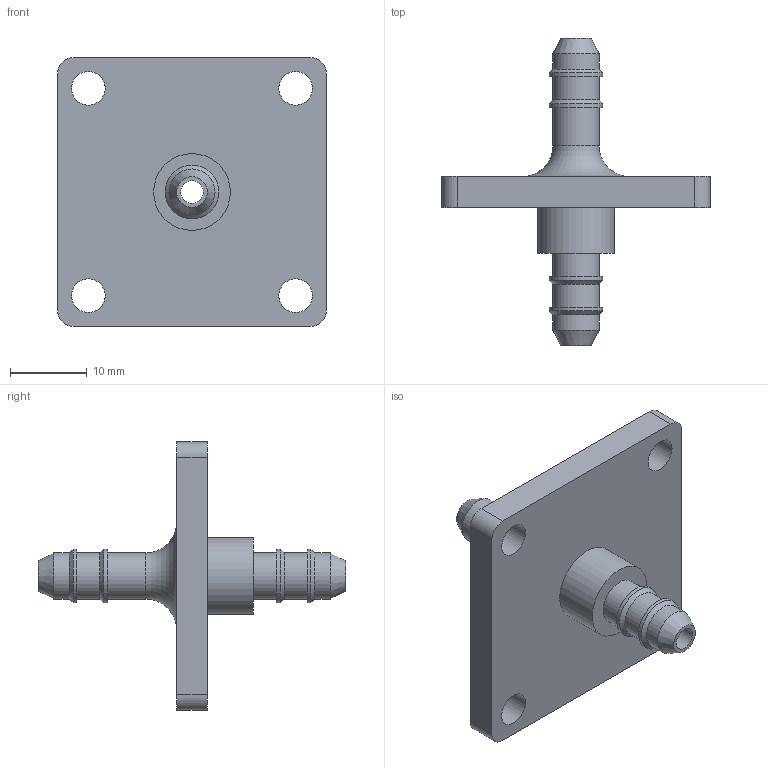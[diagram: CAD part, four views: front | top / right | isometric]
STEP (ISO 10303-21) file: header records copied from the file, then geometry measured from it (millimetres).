
FILE_DESCRIPTION(/* description */ (''),/* implementation_level */ '2;1');
FILE_NAME(/* name */ 'pneumatic-connector-o2-V3 v1.step',/* time_stamp */ '2020-04-02T17:10:28+02:00',/* author */ (''),/* organization */ (''),/* preprocessor_version */ 'ST-DEVELOPER v18',/* originating_system */ 'Autodesk Translation Framework v8.12.0.6',/* authorisation */ '');
FILE_SCHEMA (('AUTOMOTIVE_DESIGN { 1 0 10303 214 3 1 1 }'));
Length unit declared in the file: millimetre
Products named in the file (1): pneumatic-connector-o2-V3
Bounding box: 35 x 40 x 35 mm (x, y, z)
Volume: 5760.6 mm3; surface area: 4211.1 mm2
Topology: 1 solids, 1 shells, 40 faces, 84 edges, 53 vertices
Faces by surface type: cylinder 20, plane 13, cone 6, torus 1
Full cylindrical faces by diameter (mm): 3 x1, 4.4 x4, 6 x6, 7 x4, 10 x1
Entity records: 1135 total; most frequent: DIRECTION 212, CARTESIAN_POINT 178, ORIENTED_EDGE 168, AXIS2_PLACEMENT_3D 87, EDGE_CURVE 84, EDGE_LOOP 57, VERTEX_POINT 53, CIRCLE 46
